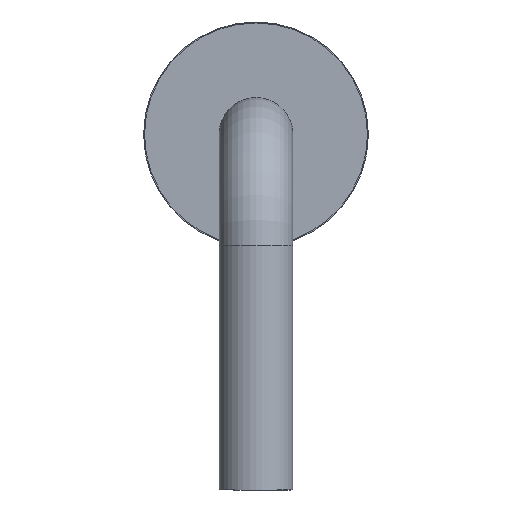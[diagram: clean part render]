
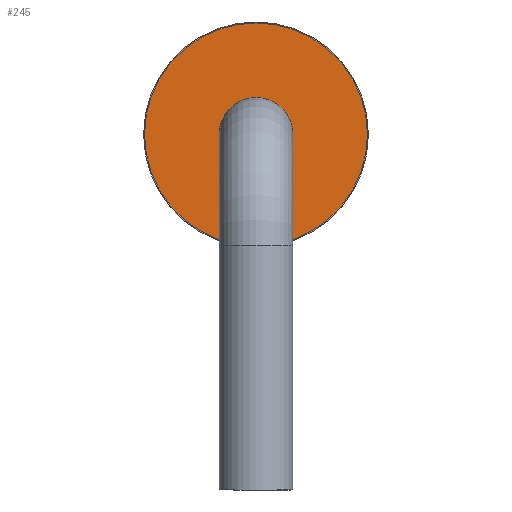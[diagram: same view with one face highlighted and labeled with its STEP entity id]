
A CAD part, left-side view. The second image highlights one B-rep face of the part: STEP entity #245.
In plain terms, the highlighted planar face has unit normal (-1, 0, 0).
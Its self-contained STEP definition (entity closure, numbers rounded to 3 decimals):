
#225 = VERTEX_POINT('',#226);
#226 = CARTESIAN_POINT('',(-2.315,0.,0.113));
#234 = EDGE_CURVE('',#225,#225,#235,.T.);
#235 = CIRCLE('',#236,1.188);
#236 = AXIS2_PLACEMENT_3D('',#237,#238,#239);
#237 = CARTESIAN_POINT('',(-2.315,0.,1.3));
#238 = DIRECTION('',(1.,0.,0.));
#239 = DIRECTION('',(0.,0.,-1.));
#245 = ADVANCED_FACE('',(#246,#249),#260,.F.);
#246 = FACE_BOUND('',#247,.F.);
#247 = EDGE_LOOP('',(#248));
#248 = ORIENTED_EDGE('',*,*,#234,.T.);
#249 = FACE_BOUND('',#250,.F.);
#250 = EDGE_LOOP('',(#251));
#251 = ORIENTED_EDGE('',*,*,#252,.T.);
#252 = EDGE_CURVE('',#253,#253,#255,.T.);
#253 = VERTEX_POINT('',#254);
#254 = CARTESIAN_POINT('',(-2.315,0.,0.908));
#255 = CIRCLE('',#256,0.393);
#256 = AXIS2_PLACEMENT_3D('',#257,#258,#259);
#257 = CARTESIAN_POINT('',(-2.315,0.,1.3));
#258 = DIRECTION('',(-1.,0.,0.));
#259 = DIRECTION('',(0.,0.,-1.));
#260 = PLANE('',#261);
#261 = AXIS2_PLACEMENT_3D('',#262,#263,#264);
#262 = CARTESIAN_POINT('',(-2.315,0.,1.3));
#263 = DIRECTION('',(1.,0.,0.));
#264 = DIRECTION('',(0.,0.,-1.));
